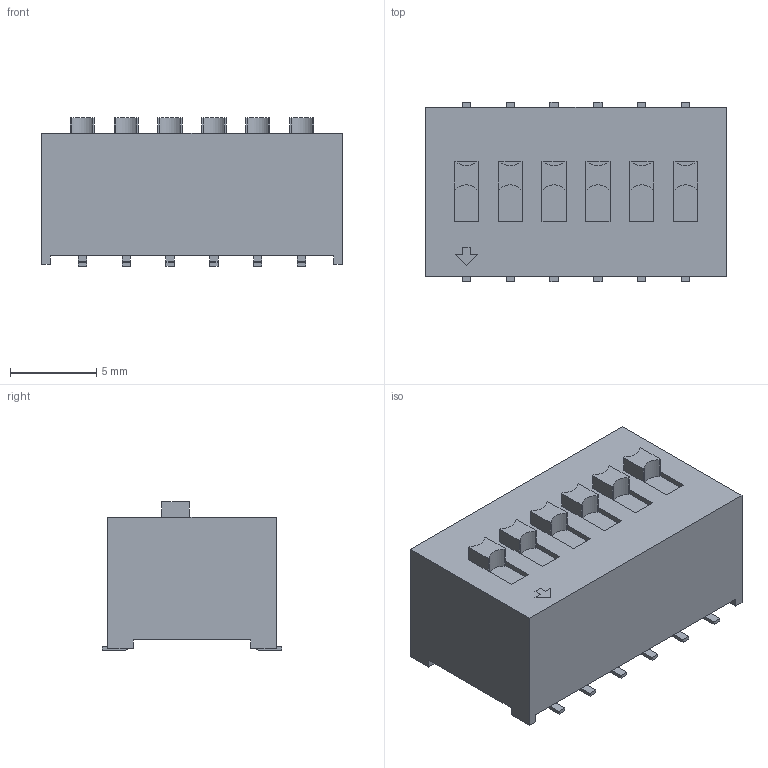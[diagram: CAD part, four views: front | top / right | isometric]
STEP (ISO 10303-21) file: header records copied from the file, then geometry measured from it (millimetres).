
FILE_DESCRIPTION(/* description */ ('model of SW_DIP_SPSTx06_Slide_9.78x17.42mm_W8.61mm_P2.54mm'),/* implementation_level */ '2;1');
FILE_NAME(/* name */ 'SW_DIP_SPSTx06_Slide_9.78x17.42mm_W8.61mm_P2.54mm.step',/* time_stamp */ '2018-12-27T15:20:51',/* author */ ('Terje Io','https://github.com/terjeio'),/* organization */ ('FreeCAD'),/* preprocessor_version */ 'OCC',/* originating_system */ 'kicad StepUp',/* authorisation */ '');
FILE_SCHEMA(('AUTOMOTIVE_DESIGN { 1 0 10303 214 1 1 1 1 }'));
Length unit declared in the file: millimetre
Products named in the file (1): SW_DIP_SPSTx06_Slide_978x1742mm_W861mm_P254mm
Bounding box: 17.42 x 10.4 x 8.6 mm (x, y, z)
Volume: 1217.6 mm3; surface area: 816.6 mm2
Topology: 1 solids, 1 shells, 217 faces, 571 edges, 375 vertices
Faces by surface type: plane 181, cylinder 36
Entity records: 4361 total; most frequent: ORIENTED_EDGE 878, CARTESIAN_POINT 612, EDGE_CURVE 571, LINE 425, VERTEX_POINT 375, AXIS2_PLACEMENT_3D 243, FACE_BOUND 236, EDGE_LOOP 236
